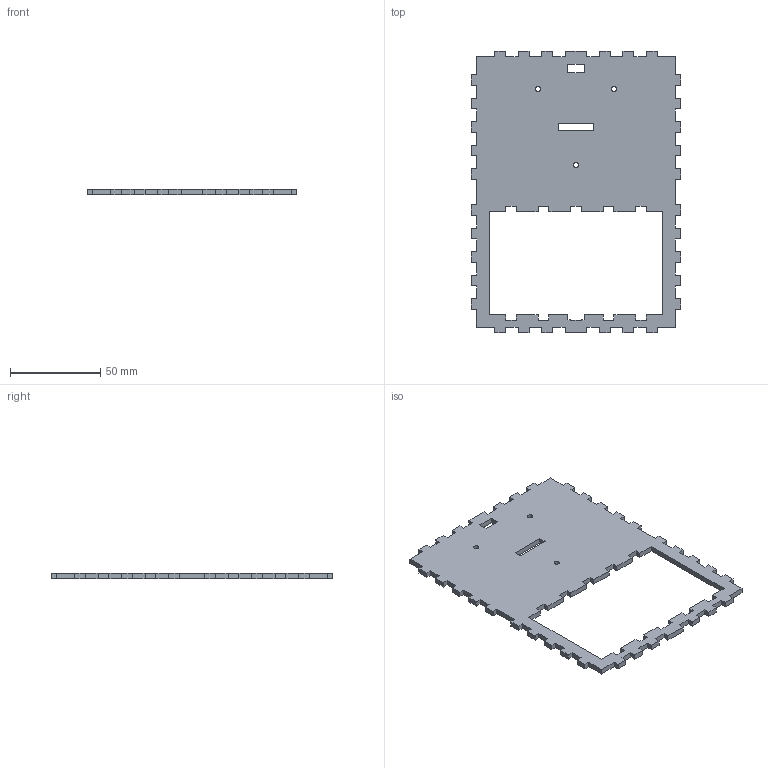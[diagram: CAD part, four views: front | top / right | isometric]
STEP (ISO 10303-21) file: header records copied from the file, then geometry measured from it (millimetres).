
FILE_DESCRIPTION(/* description */ ('STEP AP242','CAx-IF Rec.Pracs.---Representation and Presentation of Product Manufacturing Information (PMI)---4.0---2014-10-13','CAx-IF Rec.Pracs.---3D Tessellated Geometry---0.4---2014-09-14','2;1'),/* implementation_level */ '2;1');
FILE_NAME(/* name */ '16ede008-ee2d-451e-9788-3fa45a4524ef',/* time_stamp */ '2023-03-06T22:25:22+00:00',/* author */ (''),/* organization */ (''),/* preprocessor_version */ 'ST-DEVELOPER v18.102',/* originating_system */ ' ',/* authorisation */ ' ');
FILE_SCHEMA (('AP242_MANAGED_MODEL_BASED_3D_ENGINEERING_MIM_LF { 1 0 10303 442 1 1 4 }'));
Length unit declared in the file: metre
Products named in the file (1): Part 1
Bounding box: 116 x 156.01 x 3 mm (x, y, z)
Volume: 34044 mm3; surface area: 26269.8 mm2
Topology: 1 solids, 1 shells, 202 faces, 600 edges, 400 vertices
Faces by surface type: plane 199, cylinder 3
Full cylindrical faces by diameter (mm): 2.85 x3
Entity records: 6661 total; most frequent: CARTESIAN_POINT 1200, ORIENTED_EDGE 1194, DIRECTION 1009, EDGE_CURVE 597, LINE 591, VECTOR 591, VERTEX_POINT 400, EDGE_LOOP 217
